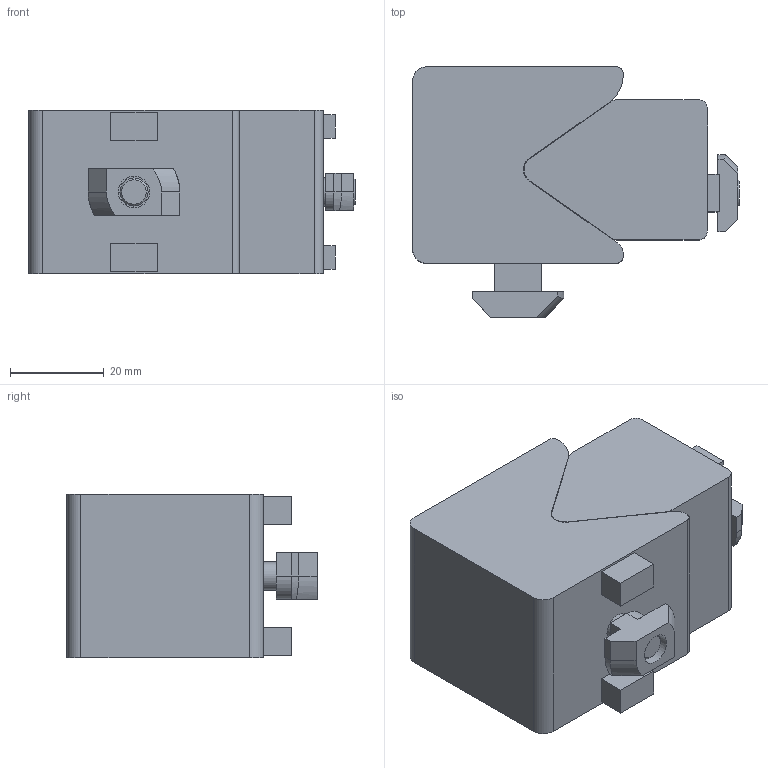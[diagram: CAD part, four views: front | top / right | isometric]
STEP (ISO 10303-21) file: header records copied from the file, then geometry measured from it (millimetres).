
FILE_DESCRIPTION(/* description */ ('ASSEMBLY SUPPORT'),/* implementation_level */ '2;1');
FILE_NAME(/* name */ '3842524490.stp',/* time_stamp */ '2026-03-17T09:39:44+01:00',/* author */ ('andreas.svensson'),/* organization */ (''),/* preprocessor_version */ 'ST-DEVELOPER v20.1',/* originating_system */ 'Autodesk Inventor 2026',/* authorisation */ '');
FILE_SCHEMA (('AUTOMOTIVE_DESIGN { 1 0 10303 214 3 1 1 }'));
Length unit declared in the file: millimetre
Products named in the file (1): 3842524490
Bounding box: 69.8 x 53.47 x 35 mm (x, y, z)
Volume: 83543.8 mm3; surface area: 20445.4 mm2
Topology: 3 solids, 3 shells, 106 faces, 254 edges, 168 vertices
Faces by surface type: plane 69, cylinder 35, cone 2
Full cylindrical faces by diameter (mm): 6 x3, 6.4 x2, 6.7 x1, 10 x2, 11 x2
Entity records: 3175 total; most frequent: CARTESIAN_POINT 584, DIRECTION 536, ORIENTED_EDGE 508, EDGE_CURVE 254, LINE 180, VECTOR 180, AXIS2_PLACEMENT_3D 178, VERTEX_POINT 168
